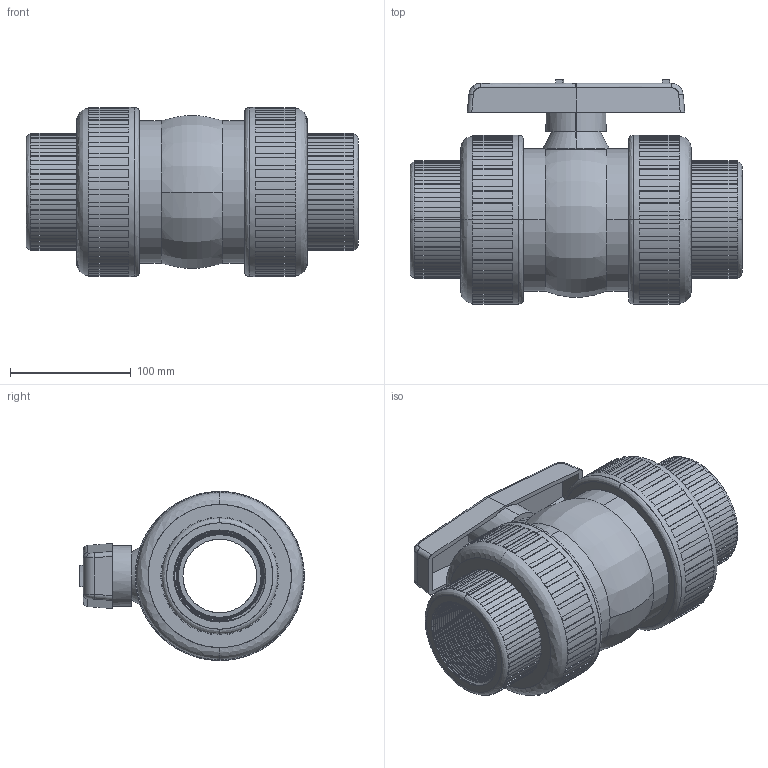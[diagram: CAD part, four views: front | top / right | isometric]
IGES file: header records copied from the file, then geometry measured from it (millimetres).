
Start section: SolidWorks IGES file using analytic representation for surfaces
Global section: file name: VP666N_65A.IGS; native system: SolidWorks 2017; preprocessor: SolidWorks 2017; author: D1712-001!; date: 241008.101834; units: millimetre
Bounding box: 275 x 186 x 140 mm (x, y, z)
Surface area: 252983.5 mm2 (no closed solid volume)
Topology: 0 solids, 0 shells, 998 faces, 23411 edges, 23411 vertices
Faces by surface type: bspline 621, revolution 377
